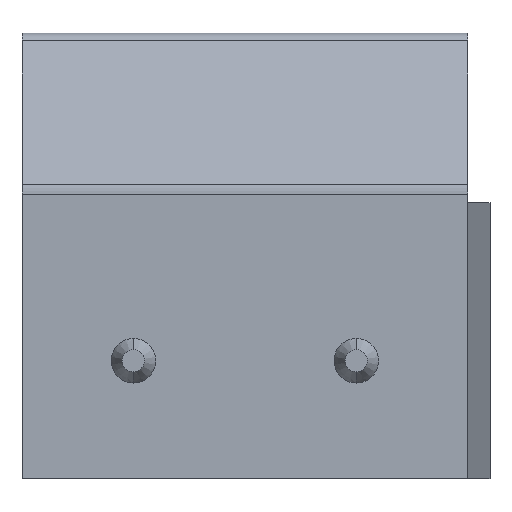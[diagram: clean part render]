
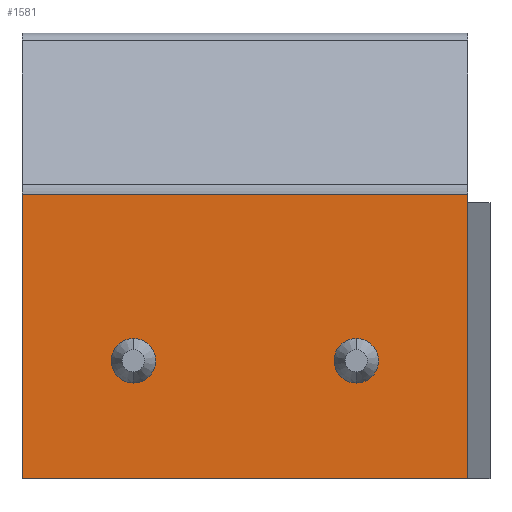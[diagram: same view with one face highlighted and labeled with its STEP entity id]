
A CAD part, front view. The second image highlights one B-rep face of the part: STEP entity #1581.
In plain terms, the highlighted planar face has unit normal (0, -1, 0).
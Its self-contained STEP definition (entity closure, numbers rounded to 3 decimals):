
#1 = LINE ( 'NONE', #1852, #367 ) ;
#101 = VERTEX_POINT ( 'NONE', #2970 ) ;
#102 = EDGE_LOOP ( 'NONE', ( #505, #3471 ) ) ;
#133 = DIRECTION ( 'NONE',  ( 0., 1., 0. ) ) ;
#193 = CARTESIAN_POINT ( 'NONE',  ( 15., 0.15, 0. ) ) ;
#208 = LINE ( 'NONE', #2382, #4137 ) ;
#367 = VECTOR ( 'NONE', #2902, 1000. ) ;
#442 = VECTOR ( 'NONE', #3882, 1000. ) ;
#505 = ORIENTED_EDGE ( 'NONE', *, *, #2254, .T. ) ;
#558 = EDGE_CURVE ( 'NONE', #2651, #2861, #1026, .T. ) ;
#579 = CARTESIAN_POINT ( 'NONE',  ( 7.5, 0.15, 2.65 ) ) ;
#645 = DIRECTION ( 'NONE',  ( 1., 0., 0. ) ) ;
#863 = DIRECTION ( 'NONE',  ( 0., 1., 0. ) ) ;
#939 = EDGE_CURVE ( 'NONE', #3324, #1149, #3092, .T. ) ;
#980 = DIRECTION ( 'NONE',  ( -1., 0., 0. ) ) ;
#1026 = LINE ( 'NONE', #193, #2238 ) ;
#1071 = CARTESIAN_POINT ( 'NONE',  ( 7.5, 0.15, 2.65 ) ) ;
#1087 = ORIENTED_EDGE ( 'NONE', *, *, #2402, .T. ) ;
#1149 = VERTEX_POINT ( 'NONE', #2445 ) ;
#1203 = DIRECTION ( 'NONE',  ( 1., 0., 0. ) ) ;
#1229 = CARTESIAN_POINT ( 'NONE',  ( 2.5, 0.15, 2.65 ) ) ;
#1304 = CARTESIAN_POINT ( 'NONE',  ( 7.5, 0.15, 2.15 ) ) ;
#1347 = AXIS2_PLACEMENT_3D ( 'NONE', #579, #133, #1618 ) ;
#1357 = EDGE_CURVE ( 'NONE', #1940, #101, #1449, .T. ) ;
#1381 = ORIENTED_EDGE ( 'NONE', *, *, #1357, .T. ) ;
#1400 = EDGE_CURVE ( 'NONE', #2296, #1531, #2507, .T. ) ;
#1449 = CIRCLE ( 'NONE', #3219, 0.5 ) ;
#1531 = VERTEX_POINT ( 'NONE', #3721 ) ;
#1581 = ADVANCED_FACE ( 'NONE', ( #3694, #3310, #4116 ), #4424, .F. ) ;
#1618 = DIRECTION ( 'NONE',  ( 1., 0., 0. ) ) ;
#1654 = CARTESIAN_POINT ( 'NONE',  ( 2.5, 0.15, 3.15 ) ) ;
#1658 = AXIS2_PLACEMENT_3D ( 'NONE', #2867, #2890, #645 ) ;
#1748 = DIRECTION ( 'NONE',  ( 1., 0., 0. ) ) ;
#1761 = AXIS2_PLACEMENT_3D ( 'NONE', #2741, #863, #4521 ) ;
#1852 = CARTESIAN_POINT ( 'NONE',  ( 0., 0.15, 6.7 ) ) ;
#1940 = VERTEX_POINT ( 'NONE', #1654 ) ;
#2238 = VECTOR ( 'NONE', #980, 1000. ) ;
#2254 = EDGE_CURVE ( 'NONE', #1149, #3324, #4381, .T. ) ;
#2296 = VERTEX_POINT ( 'NONE', #2411 ) ;
#2373 = ORIENTED_EDGE ( 'NONE', *, *, #1400, .T. ) ;
#2382 = CARTESIAN_POINT ( 'NONE',  ( 10., 0.15, 6.7 ) ) ;
#2402 = EDGE_CURVE ( 'NONE', #101, #1940, #3887, .T. ) ;
#2411 = CARTESIAN_POINT ( 'NONE',  ( 10., 0.15, 6.388 ) ) ;
#2445 = CARTESIAN_POINT ( 'NONE',  ( 7.5, 0.15, 3.15 ) ) ;
#2507 = LINE ( 'NONE', #3576, #442 ) ;
#2539 = DIRECTION ( 'NONE',  ( 0., 1., 0. ) ) ;
#2555 = AXIS2_PLACEMENT_3D ( 'NONE', #1071, #2539, #1748 ) ;
#2651 = VERTEX_POINT ( 'NONE', #3484 ) ;
#2741 = CARTESIAN_POINT ( 'NONE',  ( 15., 0.15, 6.7 ) ) ;
#2787 = EDGE_LOOP ( 'NONE', ( #2373, #4786, #4068, #4608 ) ) ;
#2861 = VERTEX_POINT ( 'NONE', #3844 ) ;
#2867 = CARTESIAN_POINT ( 'NONE',  ( 2.5, 0.15, 2.65 ) ) ;
#2890 = DIRECTION ( 'NONE',  ( 0., 1., 0. ) ) ;
#2902 = DIRECTION ( 'NONE',  ( 0., 0., -1. ) ) ;
#2970 = CARTESIAN_POINT ( 'NONE',  ( 2.5, 0.15, 2.15 ) ) ;
#3092 = CIRCLE ( 'NONE', #2555, 0.5 ) ;
#3219 = AXIS2_PLACEMENT_3D ( 'NONE', #1229, #4550, #1203 ) ;
#3310 = FACE_OUTER_BOUND ( 'NONE', #2787, .T. ) ;
#3324 = VERTEX_POINT ( 'NONE', #1304 ) ;
#3471 = ORIENTED_EDGE ( 'NONE', *, *, #939, .T. ) ;
#3484 = CARTESIAN_POINT ( 'NONE',  ( 10., 0.15, 0. ) ) ;
#3576 = CARTESIAN_POINT ( 'NONE',  ( 15., 0.15, 6.388 ) ) ;
#3644 = EDGE_CURVE ( 'NONE', #2296, #2651, #208, .T. ) ;
#3694 = FACE_BOUND ( 'NONE', #102, .T. ) ;
#3721 = CARTESIAN_POINT ( 'NONE',  ( 0., 0.15, 6.388 ) ) ;
#3844 = CARTESIAN_POINT ( 'NONE',  ( 0., 0.15, 0. ) ) ;
#3882 = DIRECTION ( 'NONE',  ( -1., 0., 0. ) ) ;
#3887 = CIRCLE ( 'NONE', #1658, 0.5 ) ;
#3935 = DIRECTION ( 'NONE',  ( 0., 0., -1. ) ) ;
#4068 = ORIENTED_EDGE ( 'NONE', *, *, #558, .F. ) ;
#4076 = EDGE_CURVE ( 'NONE', #1531, #2861, #1, .T. ) ;
#4095 = EDGE_LOOP ( 'NONE', ( #1381, #1087 ) ) ;
#4116 = FACE_BOUND ( 'NONE', #4095, .T. ) ;
#4137 = VECTOR ( 'NONE', #3935, 1000. ) ;
#4381 = CIRCLE ( 'NONE', #1347, 0.5 ) ;
#4424 = PLANE ( 'NONE',  #1761 ) ;
#4521 = DIRECTION ( 'NONE',  ( 0., 0., 1. ) ) ;
#4550 = DIRECTION ( 'NONE',  ( 0., 1., 0. ) ) ;
#4608 = ORIENTED_EDGE ( 'NONE', *, *, #3644, .F. ) ;
#4786 = ORIENTED_EDGE ( 'NONE', *, *, #4076, .T. ) ;
